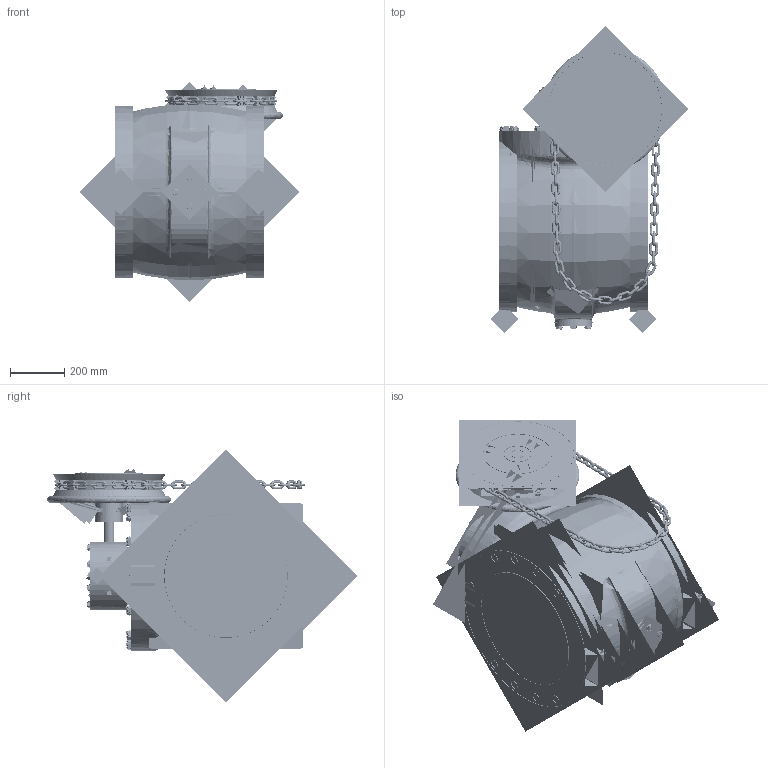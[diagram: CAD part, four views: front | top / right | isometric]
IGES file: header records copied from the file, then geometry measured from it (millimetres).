
Start section:  PTC IGES file: plug_flxfl-18in-chainwheel_asm.igs
Global section: file name: plug_flxfl-18in-chainwheel_asm.igs; native system: Creo Parametric by Parametric Technology Corporation; preprocessor: 2013050; author: HAPPY; organization: Unknown; date: 20170128.152847; units: inch
Bounding box: 831.22 x 1226.9 x 934.55 mm (x, y, z)
Volume: 81451370 mm3; surface area: 32449622.4 mm2
Topology: 115 solids, 114 shells, 5738 faces, 28469 edges, 35754 vertices
Faces by surface type: revolution 3124, bspline 2268, extrusion 346
